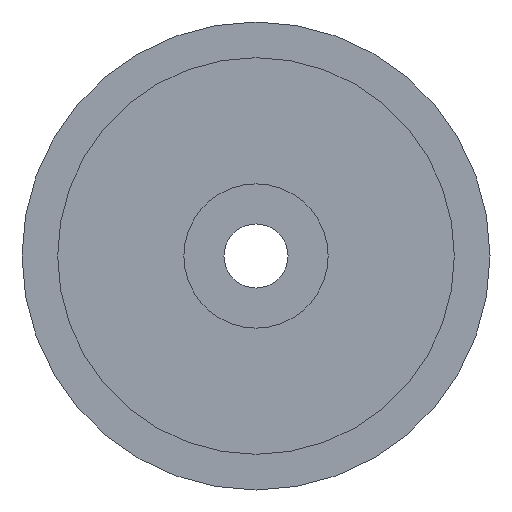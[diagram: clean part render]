
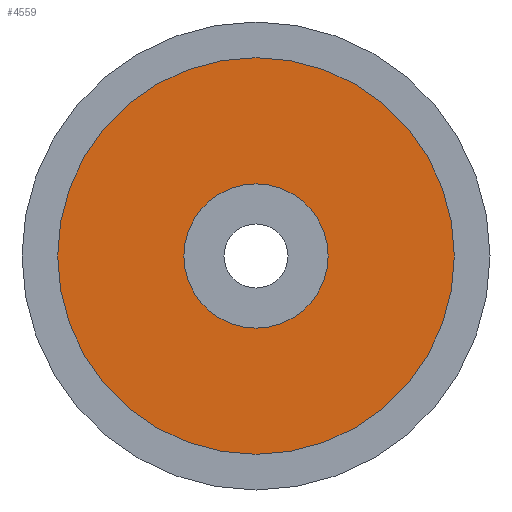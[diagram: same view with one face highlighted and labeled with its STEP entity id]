
A CAD part, left-side view. The second image highlights one B-rep face of the part: STEP entity #4559.
In plain terms, the highlighted planar face has unit normal (-1, 0, 0).
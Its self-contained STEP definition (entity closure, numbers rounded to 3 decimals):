
#2285 = EDGE_CURVE( '', #3307, #4853, #6044, .T. );
#3023 = EDGE_CURVE( '', #3403, #4397, #6854, .T. );
#3307 = VERTEX_POINT( '', #7154 );
#3403 = VERTEX_POINT( '', #7257 );
#4203 = EDGE_CURVE( '', #4397, #3403, #8139, .T. );
#4397 = VERTEX_POINT( '', #8348 );
#4559 = ADVANCED_FACE( '', ( #8517, #8518 ), #8519, .T. );
#4853 = VERTEX_POINT( '', #8834 );
#5231 = EDGE_CURVE( '', #4853, #3307, #9235, .T. );
#6044 = CIRCLE( '', #10240, 9. );
#6854 = CIRCLE( '', #11334, 24.75 );
#7154 = CARTESIAN_POINT( '', ( 2.749, -9., 0. ) );
#7257 = CARTESIAN_POINT( '', ( 2.749, -24.75, 0. ) );
#8139 = CIRCLE( '', #13091, 24.75 );
#8348 = CARTESIAN_POINT( '', ( 2.749, 24.75, 0. ) );
#8517 = FACE_BOUND( '', #13633, .T. );
#8518 = FACE_OUTER_BOUND( '', #13634, .T. );
#8519 = PLANE( '', #13635 );
#8834 = CARTESIAN_POINT( '', ( 2.749, 9., 0. ) );
#9235 = CIRCLE( '', #14640, 9. );
#10240 = AXIS2_PLACEMENT_3D( '', #15949, #15950, #15951 );
#11334 = AXIS2_PLACEMENT_3D( '', #16808, #16809, #16810 );
#13091 = AXIS2_PLACEMENT_3D( '', #18124, #18125, #18126 );
#13633 = EDGE_LOOP( '', ( #18468, #18469 ) );
#13634 = EDGE_LOOP( '', ( #18470, #18471 ) );
#13635 = AXIS2_PLACEMENT_3D( '', #18472, #18473, #18474 );
#14640 = AXIS2_PLACEMENT_3D( '', #19138, #19139, #19140 );
#15949 = CARTESIAN_POINT( '', ( 2.749, 0., 0. ) );
#15950 = DIRECTION( '', ( -1., 0., 0. ) );
#15951 = DIRECTION( '', ( 0., 1., 0. ) );
#16808 = CARTESIAN_POINT( '', ( 2.749, 0., 0. ) );
#16809 = DIRECTION( '', ( -1., 0., 0. ) );
#16810 = DIRECTION( '', ( 0., 1., 0. ) );
#18124 = CARTESIAN_POINT( '', ( 2.749, 0., 0. ) );
#18125 = DIRECTION( '', ( -1., 0., 0. ) );
#18126 = DIRECTION( '', ( 0., 1., 0. ) );
#18468 = ORIENTED_EDGE( '', *, *, #5231, .F. );
#18469 = ORIENTED_EDGE( '', *, *, #2285, .F. );
#18470 = ORIENTED_EDGE( '', *, *, #4203, .T. );
#18471 = ORIENTED_EDGE( '', *, *, #3023, .T. );
#18472 = CARTESIAN_POINT( '', ( 2.749, 16.875, 0. ) );
#18473 = DIRECTION( '', ( -1., 0., 0. ) );
#18474 = DIRECTION( '', ( 0., 1., 0. ) );
#19138 = CARTESIAN_POINT( '', ( 2.749, 0., 0. ) );
#19139 = DIRECTION( '', ( -1., 0., 0. ) );
#19140 = DIRECTION( '', ( 0., 1., 0. ) );
